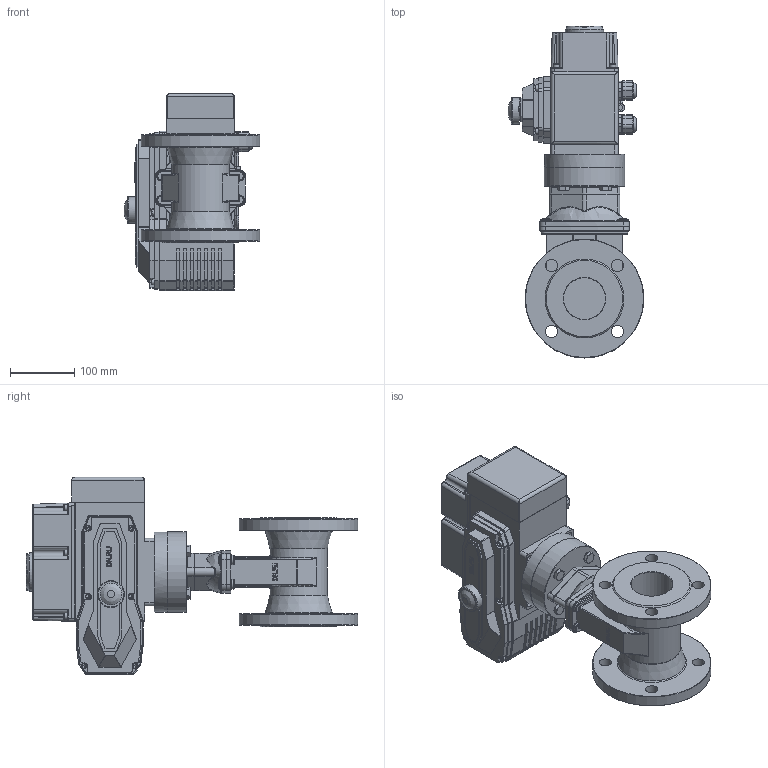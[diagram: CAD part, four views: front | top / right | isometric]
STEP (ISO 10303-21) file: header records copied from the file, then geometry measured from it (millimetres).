
FILE_DESCRIPTION(/* description */ (''),/* implementation_level */ '2;1');
FILE_NAME(/* name */ 'DN65_3D_STEP.stp',/* time_stamp */ '2025-02-07T12:14:38+03:00',/* author */ ('igorr'),/* organization */ (''),/* preprocessor_version */ 'ST-DEVELOPER v20',/* originating_system */ 'Autodesk Inventor 2025',/* authorisation */ '');
FILE_SCHEMA (('AUTOMOTIVE_DESIGN { 1 0 10303 214 3 1 1 }'));
Length unit declared in the file: millimetre
Products named in the file (11): Сборка; Сборка_Чертежная; Деталь1; Rivet GB/T 1015-1986-6 X 12; Сборка_1; Деталь; AS 1420 - 1973 - M3 x 6; AS 1420 - 1973 - M6 x 16; AS 1420 - 1973 - M5 x 16; Деталь3; AS 1110 - M10 x 16
Assembly tree (29 placements, depth 3):
  Сборка
    Сборка_Чертежная
      Деталь1
      Rivet GB/T 1015-1986-6 X 12  x4
    Сборка_1
      Деталь
      AS 1420 - 1973 - M3 x 6  x4
      AS 1420 - 1973 - M6 x 16  x6
      AS 1420 - 1973 - M5 x 16  x6
      Деталь3
    AS 1110 - M10 x 16  x4
Bounding box: 211.5 x 517.5 x 308 mm (x, y, z)
Volume: 8419997.5 mm3; surface area: 635902.9 mm2
Topology: 29 solids, 34 shells, 1465 faces, 3706 edges, 2371 vertices
Faces by surface type: plane 744, cylinder 416, torus 110, bspline 102, cone 85, sphere 8
Full cylindrical faces by diameter (mm): 3 x4, 4.66 x4, 5 x6, 5.5 x4, 6 x10, 7 x4, 8 x8, 8.5 x6, 9 x4, 10 x10, 10.62 x4, 12 x4, 13.606 x2, 14 x2, 16 x4, 18 x5, 19 x8, 27.184 x2, 30 x1, 32 x1, 41.63 x1, 41.932 x1, 44 x1, 48.957 x1, 60 x2, 65 x2, 70 x1, 90 x1, 125 x2, 185 x2
Entity records: 40525 total; most frequent: CARTESIAN_POINT 10401, ORIENTED_EDGE 6004, DIRECTION 5943, EDGE_CURVE 3002, AXIS2_PLACEMENT_3D 2099, VERTEX_POINT 1927, LINE 1745, VECTOR 1745
